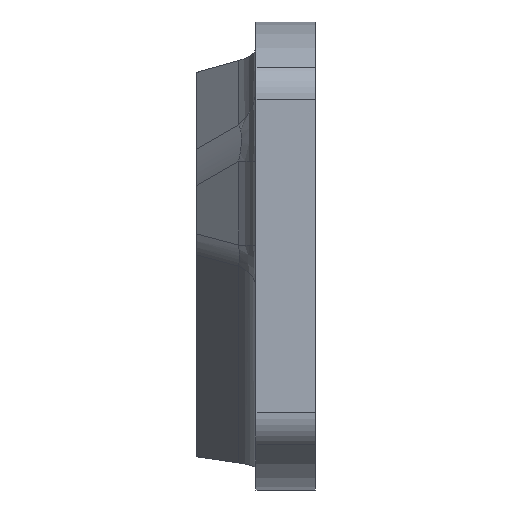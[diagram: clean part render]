
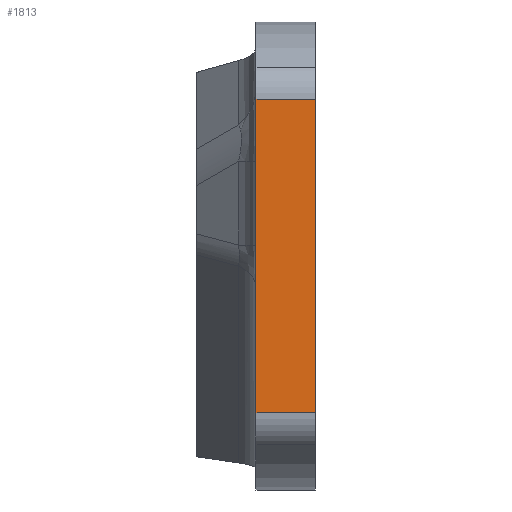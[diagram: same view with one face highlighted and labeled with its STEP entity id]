
A CAD part, left-side view. The second image highlights one B-rep face of the part: STEP entity #1813.
In plain terms, the highlighted planar face has unit normal (-1, 0, 0).
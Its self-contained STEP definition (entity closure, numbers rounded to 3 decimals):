
#78=PLANE('',#1956);
#161=LINE('',#2805,#343);
#162=LINE('',#2808,#344);
#163=LINE('',#2810,#345);
#164=LINE('',#2811,#346);
#343=VECTOR('',#2201,10.);
#344=VECTOR('',#2204,10.);
#345=VECTOR('',#2205,10.);
#346=VECTOR('',#2206,10.);
#542=FACE_OUTER_BOUND('',#648,.T.);
#648=EDGE_LOOP('',(#1332,#1333,#1334,#1335));
#872=VERTEX_POINT('',#2798);
#875=VERTEX_POINT('',#2803);
#876=VERTEX_POINT('',#2807);
#877=VERTEX_POINT('',#2809);
#1047=EDGE_CURVE('',#875,#872,#161,.T.);
#1048=EDGE_CURVE('',#875,#876,#162,.T.);
#1049=EDGE_CURVE('',#877,#876,#163,.T.);
#1050=EDGE_CURVE('',#872,#877,#164,.T.);
#1332=ORIENTED_EDGE('',*,*,#1047,.F.);
#1333=ORIENTED_EDGE('',*,*,#1048,.T.);
#1334=ORIENTED_EDGE('',*,*,#1049,.F.);
#1335=ORIENTED_EDGE('',*,*,#1050,.F.);
#1813=ADVANCED_FACE('',(#542),#78,.T.);
#1956=AXIS2_PLACEMENT_3D('',#2806,#2202,#2203);
#2201=DIRECTION('',(0.,1.,0.));
#2202=DIRECTION('center_axis',(-1.,0.,0.));
#2203=DIRECTION('ref_axis',(0.,0.,1.));
#2204=DIRECTION('',(0.,0.,1.));
#2205=DIRECTION('',(0.,-1.,0.));
#2206=DIRECTION('',(0.,0.,1.));
#2798=CARTESIAN_POINT('',(-117.638,6.,-19.574));
#2803=CARTESIAN_POINT('',(-117.638,0.,-19.574));
#2805=CARTESIAN_POINT('',(-117.638,0.,-19.574));
#2806=CARTESIAN_POINT('Origin',(-117.638,0.,-21.484));
#2807=CARTESIAN_POINT('',(-117.638,0.,12.024));
#2808=CARTESIAN_POINT('',(-117.638,0.,-21.484));
#2809=CARTESIAN_POINT('',(-117.638,6.,12.024));
#2810=CARTESIAN_POINT('',(-117.638,0.,12.024));
#2811=CARTESIAN_POINT('',(-117.638,6.,-21.484));
